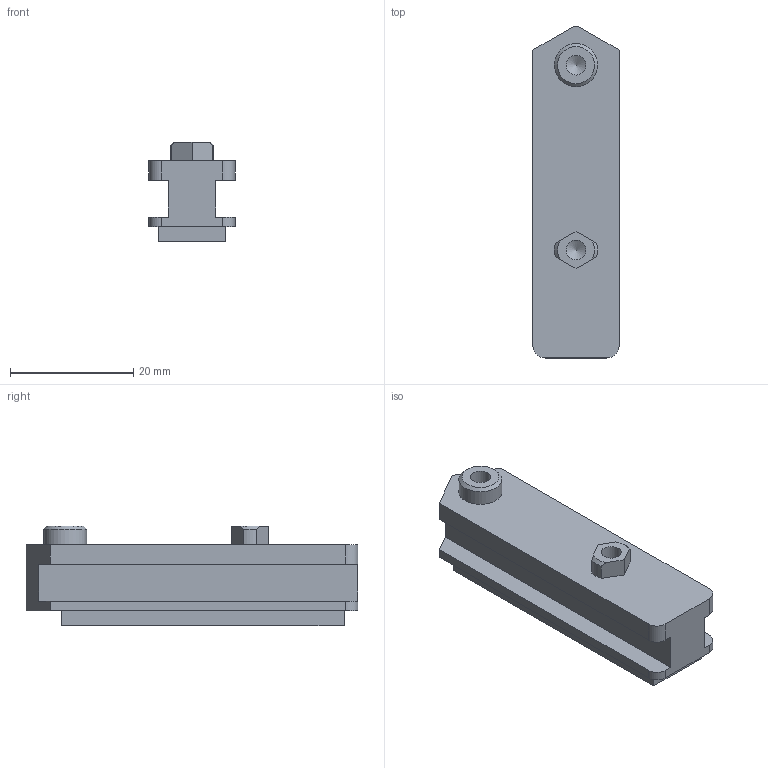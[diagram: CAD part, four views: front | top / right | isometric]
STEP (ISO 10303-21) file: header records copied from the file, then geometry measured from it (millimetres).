
FILE_DESCRIPTION(/* description */ ('Grundbacken'),/* implementation_level */ '2;1');
FILE_NAME(/* name */ 'DBF140x58_00-15 Grundbacken.stp',/* time_stamp */ '2023-07-02T22:12:52+02:00',/* author */ ('MKoch'),/* organization */ (''),/* preprocessor_version */ 'ST-DEVELOPER v15.2',/* originating_system */ 'Autodesk Inventor 2014',/* authorisation */ '');
FILE_SCHEMA (('CONFIG_CONTROL_DESIGN'));
Length unit declared in the file: millimetre
Products named in the file (1): DBF140x58_00-15 Grundbacken
Bounding box: 14 x 53.86 x 16.2 mm (x, y, z)
Volume: 7114.2 mm3; surface area: 4040.2 mm2
Topology: 1 solids, 1 shells, 41 faces, 105 edges, 69 vertices
Faces by surface type: plane 27, cylinder 9, cone 5
Full cylindrical faces by diameter (mm): 3.242 x2, 7 x1
Entity records: 1254 total; most frequent: CARTESIAN_POINT 214, DIRECTION 198, ORIENTED_EDGE 194, EDGE_CURVE 97, LINE 72, VECTOR 72, VERTEX_POINT 67, AXIS2_PLACEMENT_3D 63
